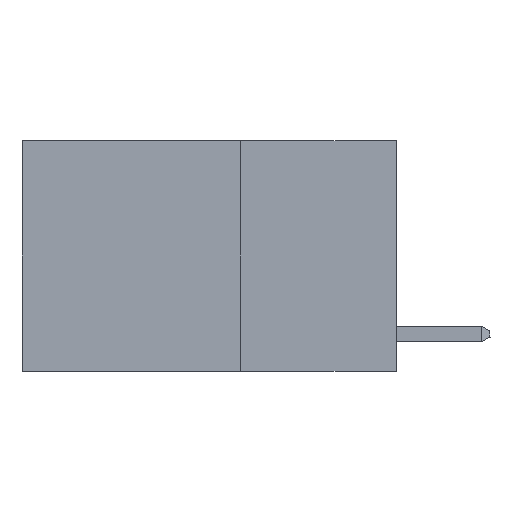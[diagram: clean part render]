
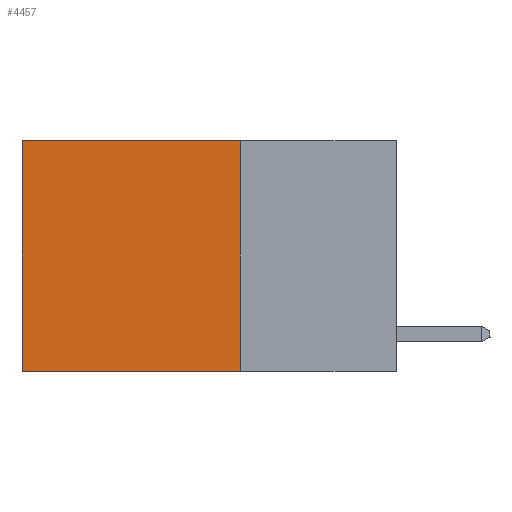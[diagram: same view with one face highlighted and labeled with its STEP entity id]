
A CAD part, left-side view. The second image highlights one B-rep face of the part: STEP entity #4457.
In plain terms, the highlighted planar face has unit normal (-1, 0, 0).
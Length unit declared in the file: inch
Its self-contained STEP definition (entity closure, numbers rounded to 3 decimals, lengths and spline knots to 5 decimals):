
#496 = CARTESIAN_POINT ( 'NONE',  ( 0.2625, 0.25, 0. ) ) ;
#514 = EDGE_LOOP ( 'NONE', ( #3683, #3013, #17870, #3764 ) ) ;
#671 = VERTEX_POINT ( 'NONE', #8922 ) ;
#848 = CARTESIAN_POINT ( 'NONE',  ( 0.2625, 0.6, -0.37 ) ) ;
#1073 = VECTOR ( 'NONE', #12744, 39.37008 ) ;
#1767 = EDGE_CURVE ( 'NONE', #16106, #10365, #14223, .T. ) ;
#2744 = AXIS2_PLACEMENT_3D ( 'NONE', #15435, #16885, #8174 ) ;
#3013 = ORIENTED_EDGE ( 'NONE', *, *, #13234, .F. ) ;
#3132 = DIRECTION ( 'NONE',  ( 0., 1., 0. ) ) ;
#3683 = ORIENTED_EDGE ( 'NONE', *, *, #6004, .T. ) ;
#3764 = ORIENTED_EDGE ( 'NONE', *, *, #1767, .T. ) ;
#3920 = CARTESIAN_POINT ( 'NONE',  ( 0.2625, 0.25, 0. ) ) ;
#4305 = LINE ( 'NONE', #17741, #7786 ) ;
#4457 = ADVANCED_FACE ( 'NONE', ( #8437 ), #11059, .F. ) ;
#5468 = LINE ( 'NONE', #3920, #1073 ) ;
#6004 = EDGE_CURVE ( 'NONE', #10365, #17639, #16332, .T. ) ;
#6846 = CARTESIAN_POINT ( 'NONE',  ( 0.2625, 0.6, 0. ) ) ;
#7786 = VECTOR ( 'NONE', #3132, 39.37008 ) ;
#8131 = VECTOR ( 'NONE', #10425, 39.37008 ) ;
#8174 = DIRECTION ( 'NONE',  ( 0., 0., -1. ) ) ;
#8437 = FACE_OUTER_BOUND ( 'NONE', #514, .T. ) ;
#8922 = CARTESIAN_POINT ( 'NONE',  ( 0.2625, 0.25, -0.37 ) ) ;
#10365 = VERTEX_POINT ( 'NONE', #6846 ) ;
#10425 = DIRECTION ( 'NONE',  ( 0., 0., -1. ) ) ;
#10976 = DIRECTION ( 'NONE',  ( 0., 1., 0. ) ) ;
#11059 = PLANE ( 'NONE',  #2744 ) ;
#12744 = DIRECTION ( 'NONE',  ( 0., 0., -1. ) ) ;
#12930 = EDGE_CURVE ( 'NONE', #16106, #671, #5468, .T. ) ;
#13234 = EDGE_CURVE ( 'NONE', #671, #17639, #4305, .T. ) ;
#13326 = VECTOR ( 'NONE', #10976, 39.37008 ) ;
#13369 = CARTESIAN_POINT ( 'NONE',  ( 0.2625, 0.6, 0. ) ) ;
#14223 = LINE ( 'NONE', #16801, #13326 ) ;
#15435 = CARTESIAN_POINT ( 'NONE',  ( 0.2625, 0.25, 0. ) ) ;
#16106 = VERTEX_POINT ( 'NONE', #496 ) ;
#16332 = LINE ( 'NONE', #13369, #8131 ) ;
#16801 = CARTESIAN_POINT ( 'NONE',  ( 0.2625, 0.25, 0. ) ) ;
#16885 = DIRECTION ( 'NONE',  ( 1., 0., 0. ) ) ;
#17639 = VERTEX_POINT ( 'NONE', #848 ) ;
#17741 = CARTESIAN_POINT ( 'NONE',  ( 0.2625, 0.25, -0.37 ) ) ;
#17870 = ORIENTED_EDGE ( 'NONE', *, *, #12930, .F. ) ;
